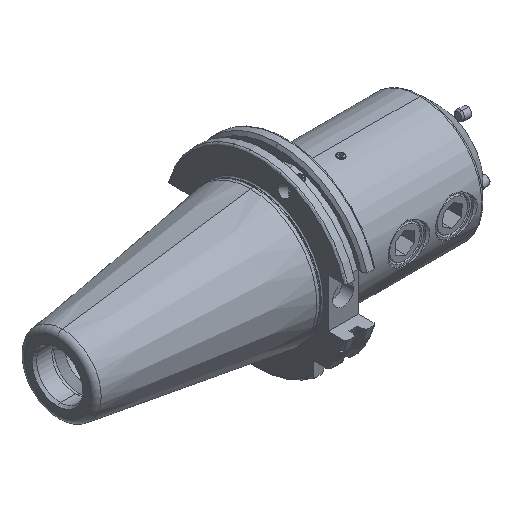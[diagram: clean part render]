
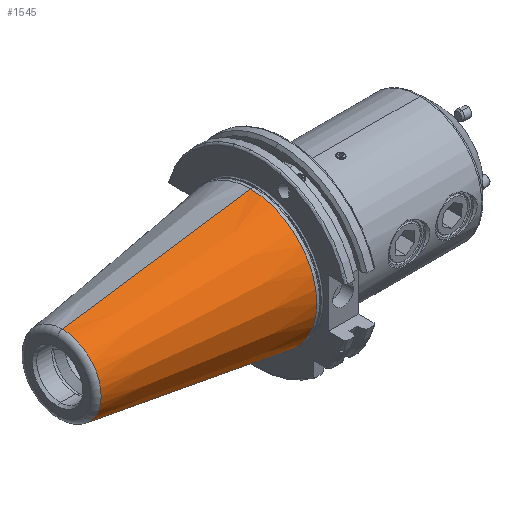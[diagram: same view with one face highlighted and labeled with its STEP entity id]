
A CAD part, isometric view. The second image highlights one B-rep face of the part: STEP entity #1545.
In plain terms, the highlighted conical face has half-angle 8.297 degrees and reference radius 34.925 mm.
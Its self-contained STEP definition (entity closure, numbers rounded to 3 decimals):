
#1142 = VERTEX_POINT ( 'NONE', #4014 ) ;
#1545 = ADVANCED_FACE ( 'NONE', ( #5246 ), #5307, .T. ) ;
#1546 = EDGE_LOOP ( 'NONE', ( #1547, #1551, #1553, #1607 ) ) ;
#1547 = ORIENTED_EDGE ( 'NONE', *, *, #1548, .F. ) ;
#1548 = EDGE_CURVE ( 'NONE', #1549, #1550, #5308, .T. ) ;
#1549 = VERTEX_POINT ( 'NONE', #5298 ) ;
#1550 = VERTEX_POINT ( 'NONE', #5297 ) ;
#1551 = ORIENTED_EDGE ( 'NONE', *, *, #1552, .T. ) ;
#1552 = EDGE_CURVE ( 'NONE', #1549, #1623, #5296, .T. ) ;
#1553 = ORIENTED_EDGE ( 'NONE', *, *, #1622, .T. ) ;
#1607 = ORIENTED_EDGE ( 'NONE', *, *, #1608, .F. ) ;
#1608 = EDGE_CURVE ( 'NONE', #1550, #1142, #5429, .T. ) ;
#1622 = EDGE_CURVE ( 'NONE', #1623, #1142, #5458, .T. ) ;
#1623 = VERTEX_POINT ( 'NONE', #5453 ) ;
#4014 = CARTESIAN_POINT ( 'NONE',  ( 0., 0., 34.925 ) ) ;
#5246 = FACE_OUTER_BOUND ( 'NONE', #1546, .T. ) ;
#5293 = DIRECTION ( 'NONE',  ( 0.99, 0., -0.144 ) ) ;
#5294 = VECTOR ( 'NONE', #5293, 1000. ) ;
#5295 = CARTESIAN_POINT ( 'NONE',  ( 0., 0., -34.925 ) ) ;
#5296 = LINE ( 'NONE', #5295, #5294 ) ;
#5297 = CARTESIAN_POINT ( 'NONE',  ( -99.183, 0., 20.461 ) ) ;
#5298 = CARTESIAN_POINT ( 'NONE',  ( -99.183, 0., -20.461 ) ) ;
#5299 = DIRECTION ( 'NONE',  ( 0., 0., -1. ) ) ;
#5300 = DIRECTION ( 'NONE',  ( -1., 0., 0. ) ) ;
#5301 = CARTESIAN_POINT ( 'NONE',  ( -99.183, 0., 0. ) ) ;
#5302 = AXIS2_PLACEMENT_3D ( 'NONE', #5301, #5300, #5299 ) ;
#5303 = DIRECTION ( 'NONE',  ( 0., 0., 1. ) ) ;
#5304 = DIRECTION ( 'NONE',  ( 1., 0., 0. ) ) ;
#5305 = CARTESIAN_POINT ( 'NONE',  ( 0., 0., 0. ) ) ;
#5306 = AXIS2_PLACEMENT_3D ( 'NONE', #5305, #5304, #5303 ) ;
#5307 = CONICAL_SURFACE ( 'NONE', #5306, 34.925, 0.145 ) ;
#5308 = CIRCLE ( 'NONE', #5302, 20.461 ) ;
#5426 = DIRECTION ( 'NONE',  ( 0.99, 0., 0.144 ) ) ;
#5427 = VECTOR ( 'NONE', #5426, 1000. ) ;
#5428 = CARTESIAN_POINT ( 'NONE',  ( 0., 0., 34.925 ) ) ;
#5429 = LINE ( 'NONE', #5428, #5427 ) ;
#5453 = CARTESIAN_POINT ( 'NONE',  ( 0., 0., -34.925 ) ) ;
#5454 = DIRECTION ( 'NONE',  ( 0., 0., -1. ) ) ;
#5455 = DIRECTION ( 'NONE',  ( -1., 0., 0. ) ) ;
#5456 = CARTESIAN_POINT ( 'NONE',  ( 0., 0., 0. ) ) ;
#5457 = AXIS2_PLACEMENT_3D ( 'NONE', #5456, #5455, #5454 ) ;
#5458 = CIRCLE ( 'NONE', #5457, 34.925 ) ;
